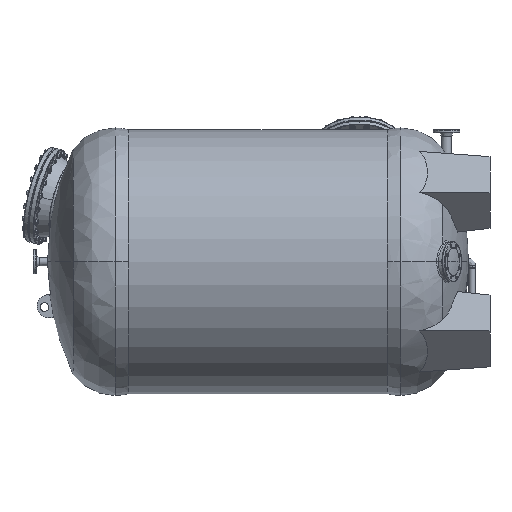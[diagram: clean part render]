
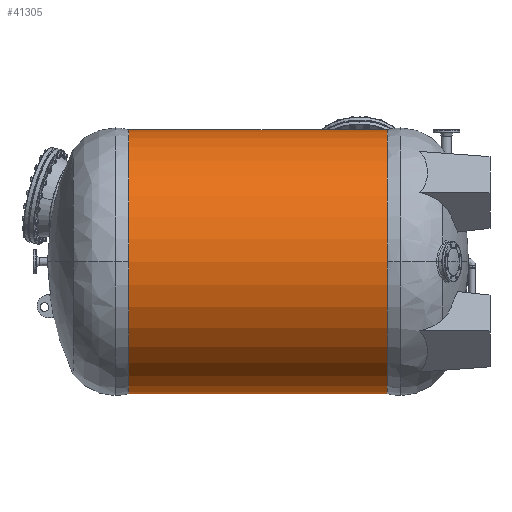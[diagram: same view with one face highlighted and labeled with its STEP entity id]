
A CAD part, left-side view. The second image highlights one B-rep face of the part: STEP entity #41305.
In plain terms, the highlighted cylindrical face has radius 910 mm (diameter 1820 mm), a partial arc.
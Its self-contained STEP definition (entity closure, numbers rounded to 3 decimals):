
#278 = VERTEX_POINT ( 'NONE', #59118 ) ;
#935 = CARTESIAN_POINT ( 'NONE',  ( -910., 2327.959, 0. ) ) ;
#1242 = VERTEX_POINT ( 'NONE', #63640 ) ;
#2012 = CARTESIAN_POINT ( 'NONE',  ( 0., 544.041, 910. ) ) ;
#3278 = VERTEX_POINT ( 'NONE', #30392 ) ;
#4390 = ORIENTED_EDGE ( 'NONE', *, *, #51607, .T. ) ;
#6218 = CARTESIAN_POINT ( 'NONE',  ( 0., 544.041, -910. ) ) ;
#6879 = CIRCLE ( 'NONE', #38701, 910. ) ;
#8144 = ORIENTED_EDGE ( 'NONE', *, *, #20935, .T. ) ;
#12884 = CARTESIAN_POINT ( 'NONE',  ( 0., 544.041, 0. ) ) ;
#15012 = DIRECTION ( 'NONE',  ( 0., 1., 0. ) ) ;
#15997 = EDGE_CURVE ( 'NONE', #278, #19484, #6879, .T. ) ;
#16402 = DIRECTION ( 'NONE',  ( 0., 1., 0. ) ) ;
#16768 = DIRECTION ( 'NONE',  ( 0., 0., 1. ) ) ;
#17072 = CIRCLE ( 'NONE', #31376, 910. ) ;
#17844 = CARTESIAN_POINT ( 'NONE',  ( 0., 0., -910. ) ) ;
#17906 = VERTEX_POINT ( 'NONE', #6218 ) ;
#17951 = VECTOR ( 'NONE', #16402, 1000. ) ;
#18120 = CIRCLE ( 'NONE', #67588, 910. ) ;
#18401 = DIRECTION ( 'NONE',  ( 0., -1., 0. ) ) ;
#19484 = VERTEX_POINT ( 'NONE', #935 ) ;
#20935 = EDGE_CURVE ( 'NONE', #19484, #1242, #17072, .T. ) ;
#21292 = VECTOR ( 'NONE', #38514, 1000. ) ;
#22153 = DIRECTION ( 'NONE',  ( 0., 0., 1. ) ) ;
#22238 = EDGE_CURVE ( 'NONE', #58766, #278, #27697, .T. ) ;
#22726 = EDGE_CURVE ( 'NONE', #17906, #1242, #49177, .T. ) ;
#27697 = LINE ( 'NONE', #32206, #17951 ) ;
#27751 = DIRECTION ( 'NONE',  ( 0., 1., 0. ) ) ;
#28914 = ORIENTED_EDGE ( 'NONE', *, *, #15997, .T. ) ;
#29056 = EDGE_CURVE ( 'NONE', #17906, #3278, #18120, .T. ) ;
#29172 = CIRCLE ( 'NONE', #67646, 910. ) ;
#30131 = DIRECTION ( 'NONE',  ( 0., 0., 1. ) ) ;
#30392 = CARTESIAN_POINT ( 'NONE',  ( -910., 544.041, 0. ) ) ;
#31376 = AXIS2_PLACEMENT_3D ( 'NONE', #65530, #18401, #39388 ) ;
#32206 = CARTESIAN_POINT ( 'NONE',  ( 0., 0., 910. ) ) ;
#32387 = DIRECTION ( 'NONE',  ( 0., 0., 1. ) ) ;
#33739 = DIRECTION ( 'NONE',  ( 0., -1., 0. ) ) ;
#38514 = DIRECTION ( 'NONE',  ( 0., 1., 0. ) ) ;
#38701 = AXIS2_PLACEMENT_3D ( 'NONE', #53657, #33739, #32387 ) ;
#39388 = DIRECTION ( 'NONE',  ( 0., 0., 1. ) ) ;
#40899 = ORIENTED_EDGE ( 'NONE', *, *, #22726, .F. ) ;
#41305 = ADVANCED_FACE ( 'NONE', ( #43942 ), #63932, .T. ) ;
#42147 = ORIENTED_EDGE ( 'NONE', *, *, #22238, .T. ) ;
#43314 = CARTESIAN_POINT ( 'NONE',  ( 0., 544.041, 0. ) ) ;
#43942 = FACE_OUTER_BOUND ( 'NONE', #59129, .T. ) ;
#48332 = DIRECTION ( 'NONE',  ( 0., 1., 0. ) ) ;
#49177 = LINE ( 'NONE', #17844, #21292 ) ;
#49436 = CARTESIAN_POINT ( 'NONE',  ( 0., 0., 0. ) ) ;
#51607 = EDGE_CURVE ( 'NONE', #3278, #58766, #29172, .T. ) ;
#53657 = CARTESIAN_POINT ( 'NONE',  ( 0., 2327.959, 0. ) ) ;
#56493 = ORIENTED_EDGE ( 'NONE', *, *, #29056, .T. ) ;
#58766 = VERTEX_POINT ( 'NONE', #2012 ) ;
#59118 = CARTESIAN_POINT ( 'NONE',  ( 0., 2327.959, 910. ) ) ;
#59129 = EDGE_LOOP ( 'NONE', ( #40899, #56493, #4390, #42147, #28914, #8144 ) ) ;
#63640 = CARTESIAN_POINT ( 'NONE',  ( 0., 2327.959, -910. ) ) ;
#63932 = CYLINDRICAL_SURFACE ( 'NONE', #64828, 910. ) ;
#64828 = AXIS2_PLACEMENT_3D ( 'NONE', #49436, #27751, #16768 ) ;
#65530 = CARTESIAN_POINT ( 'NONE',  ( 0., 2327.959, 0. ) ) ;
#67588 = AXIS2_PLACEMENT_3D ( 'NONE', #43314, #15012, #30131 ) ;
#67646 = AXIS2_PLACEMENT_3D ( 'NONE', #12884, #48332, #22153 ) ;
